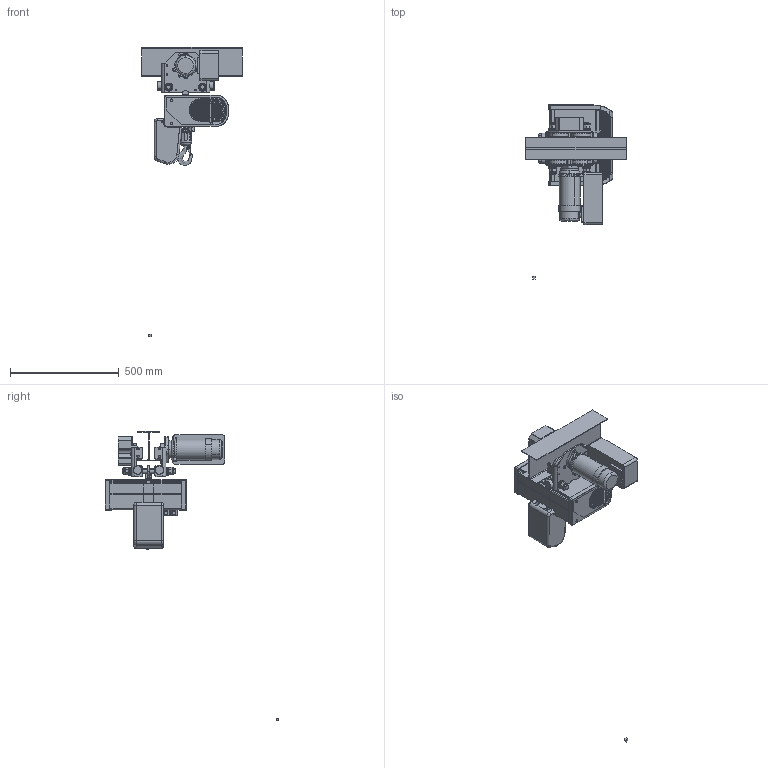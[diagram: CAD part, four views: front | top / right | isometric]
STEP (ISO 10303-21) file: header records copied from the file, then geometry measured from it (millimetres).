
FILE_DESCRIPTION(('STEP AP214'),'1');
FILE_NAME('temp1.stp','2014-09-19T05:25:06',(' '),(' '),'Spatial InterOp 3D',' ',' ');
FILE_SCHEMA(('automotive_design'));
Length unit declared in the file: millimetre
Products named in the file (35): Crane_3D; Fixing; Cover_1; Konecranes_cover1; Konecranes_cover2; Konecranes_cover3; H1-1448593_CLX02-motor-troll; Frame2; Hoi_K2_center_frame2; Hoi_K2_Left_frame2; Hoi_K2_Right_frame2; EL_plugs; HoiChaBag_K2_2; Hoi_C1_tro; Hoi_Fix; Shaft; Hoi_C1_tro1; Hoi_C1_tro2; GEAR_TMU1; Gear_TMU1; MFTMU; HoiXNCont; Hoi_C1_nut; Hoi_Fix_C1_K02; Hook_KX012_2; Block_KX2_11; Hook_RSN012; 53101580_3_MODEL-2; 53101527_1; HoiGir; Part_constr_2d
Assembly tree (34 placements, depth 5):
  Crane_3D
    Fixing
    H1-1448593_CLX02-motor-troll
      Cover_1
        Konecranes_cover1
        Konecranes_cover2
        Konecranes_cover3
      Frame2
        Hoi_K2_center_frame2
        Hoi_K2_Left_frame2
        Hoi_K2_Right_frame2
        EL_plugs
      HoiChaBag_K2_2
      Hoi_C1_tro
        Hoi_Fix
        Shaft
        Shaft
        Hoi_C1_tro1
        Hoi_C1_tro2
        GEAR_TMU1
          Gear_TMU1
          MFTMU
        HoiXNCont
        Hoi_C1_nut
        Hoi_C1_nut
        Hoi_C1_nut
        Hoi_C1_nut
        Hoi_Fix_C1_K02
    Hook_KX012_2
      Block_KX2_11
      Hook_RSN012
        53101580_3_MODEL-2
        53101527_1
    HoiGir
    Part_constr_2d
Bounding box: 462 x 800 x 1333.33 mm (x, y, z)
Volume: 11074099.1 mm3; surface area: 2310041.1 mm2
Topology: 49 solids, 49 shells, 2740 faces, 7498 edges, 4831 vertices
Faces by surface type: cylinder 1207, plane 1136, torus 141, cone 128, bspline 124, sphere 4
Entity records: 146090 total; most frequent: CARTESIAN_POINT 39952, DIRECTION 15257, ORIENTED_EDGE 14964, EDGE_CURVE 7482, AXIS2_PLACEMENT_3D 5707, STYLED_ITEM 5179, PRESENTATION_STYLE_ASSIGNMENT 5179, COLOUR_RGB 5179
